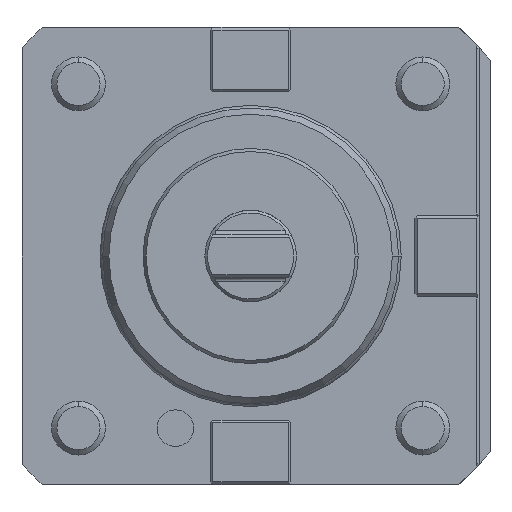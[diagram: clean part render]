
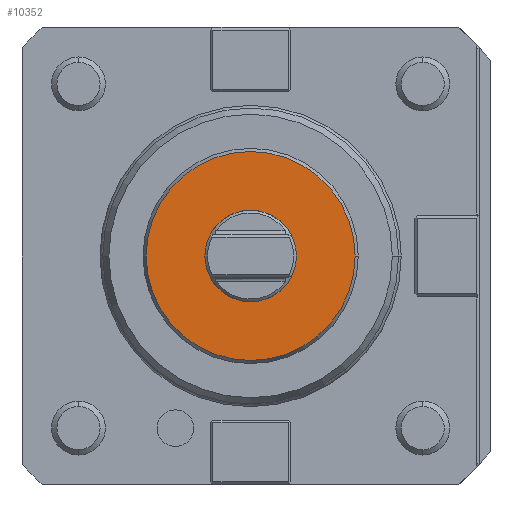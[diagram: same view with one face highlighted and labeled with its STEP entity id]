
A CAD part, front view. The second image highlights one B-rep face of the part: STEP entity #10352.
In plain terms, the highlighted planar face has unit normal (0, -1, 0).
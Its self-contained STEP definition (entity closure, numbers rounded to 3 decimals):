
#3829=CARTESIAN_POINT('',(0.,-75.,0.));
#3830=DIRECTION('',(0.,1.,0.));
#3831=DIRECTION('',(-1.,0.,0.));
#3832=AXIS2_PLACEMENT_3D('',#3829,#3830,#3831);
#3834=CARTESIAN_POINT('',(0.,-75.,0.));
#3835=DIRECTION('',(0.,1.,0.));
#3836=DIRECTION('',(1.,0.,0.));
#3837=AXIS2_PLACEMENT_3D('',#3834,#3835,#3836);
#3839=CARTESIAN_POINT('',(0.,-75.,0.));
#3840=DIRECTION('',(0.,1.,0.));
#3841=DIRECTION('',(0.,0.,-1.));
#3842=AXIS2_PLACEMENT_3D('',#3839,#3840,#3841);
#3854=CARTESIAN_POINT('',(0.,-75.,0.));
#3855=DIRECTION('',(0.,1.,0.));
#3856=DIRECTION('',(0.,0.,1.));
#3857=AXIS2_PLACEMENT_3D('',#3854,#3855,#3856);
#5712=CARTESIAN_POINT('',(-19.423,-75.,0.));
#5713=CARTESIAN_POINT('',(19.423,-75.,0.));
#5714=VERTEX_POINT('',#5712);
#5715=VERTEX_POINT('',#5713);
#6383=CARTESIAN_POINT('',(0.,-75.,-8.5));
#6384=CARTESIAN_POINT('',(0.,-75.,8.5));
#6385=VERTEX_POINT('',#6383);
#6386=VERTEX_POINT('',#6384);
#10337=CARTESIAN_POINT('',(0.,-75.,0.));
#10338=DIRECTION('',(0.,-1.,0.));
#10339=DIRECTION('',(-1.,0.,0.));
#10340=AXIS2_PLACEMENT_3D('',#10337,#10338,#10339);
#10341=PLANE('',#10340);
#10342=ORIENTED_EDGE('',*,*,#10304,.T.);
#10343=ORIENTED_EDGE('',*,*,#10319,.T.);
#10344=EDGE_LOOP('',(#10342,#10343));
#10345=FACE_OUTER_BOUND('',#10344,.F.);
#10347=ORIENTED_EDGE('',*,*,#10346,.F.);
#10349=ORIENTED_EDGE('',*,*,#10348,.F.);
#10350=EDGE_LOOP('',(#10347,#10349));
#10351=FACE_BOUND('',#10350,.F.);
#3833=CIRCLE('',#3832,19.423);
#3838=CIRCLE('',#3837,19.423);
#3843=CIRCLE('',#3842,8.5);
#3858=CIRCLE('',#3857,8.5);
#10304=EDGE_CURVE('',#5714,#5715,#3833,.T.);
#10319=EDGE_CURVE('',#5715,#5714,#3838,.T.);
#10346=EDGE_CURVE('',#6385,#6386,#3843,.T.);
#10348=EDGE_CURVE('',#6386,#6385,#3858,.T.);
#10352=ADVANCED_FACE('',(#10345,#10351),#10341,.T.);
